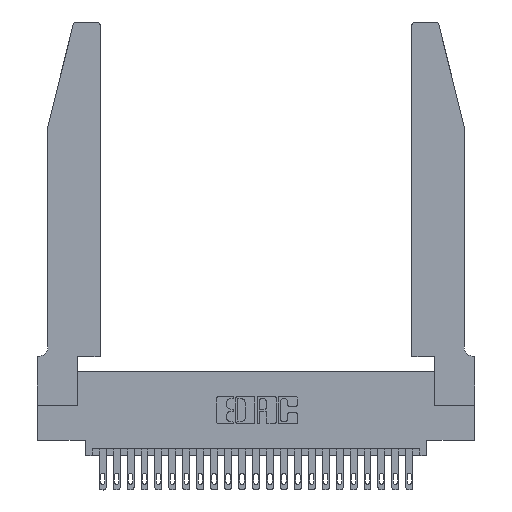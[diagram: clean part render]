
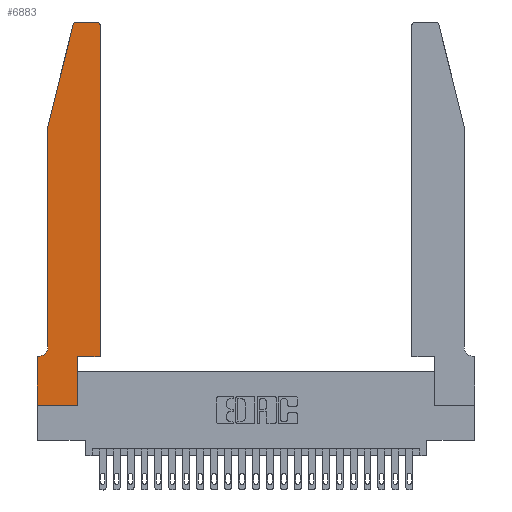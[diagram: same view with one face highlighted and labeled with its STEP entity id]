
A CAD part, top view. The second image highlights one B-rep face of the part: STEP entity #6883.
In plain terms, the highlighted planar face has unit normal (0, 0, 1).
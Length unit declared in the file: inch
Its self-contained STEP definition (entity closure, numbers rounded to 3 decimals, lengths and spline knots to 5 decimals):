
#193 = EDGE_CURVE ( 'NONE', #6215, #8002, #383, .T. ) ;
#241 = CARTESIAN_POINT ( 'NONE',  ( 0.2605, 2.75, 0.37 ) ) ;
#383 = CIRCLE ( 'NONE', #13436, 0.07 ) ;
#817 = EDGE_CURVE ( 'NONE', #20214, #17488, #11230, .T. ) ;
#965 = VERTEX_POINT ( 'NONE', #13389 ) ;
#969 = LINE ( 'NONE', #17367, #17346 ) ;
#1193 = CARTESIAN_POINT ( 'NONE',  ( 0.4205, 2.72, 0.37 ) ) ;
#1691 = LINE ( 'NONE', #25441, #21972 ) ;
#2297 = LINE ( 'NONE', #16289, #8503 ) ;
#2315 = LINE ( 'NONE', #17627, #18673 ) ;
#2865 = DIRECTION ( 'NONE',  ( 0., 0., 1. ) ) ;
#3222 = EDGE_CURVE ( 'NONE', #965, #4020, #1691, .T. ) ;
#3621 = DIRECTION ( 'NONE',  ( 0., 0., 1. ) ) ;
#3926 = CARTESIAN_POINT ( 'NONE',  ( 0.0055, 0.42, 0.37 ) ) ;
#4011 = EDGE_CURVE ( 'NONE', #17796, #13091, #14955, .T. ) ;
#4020 = VERTEX_POINT ( 'NONE', #20562 ) ;
#4520 = DIRECTION ( 'NONE',  ( 1., 0., 0. ) ) ;
#4834 = CARTESIAN_POINT ( 'NONE',  ( 0., 0.35, 0.37 ) ) ;
#4962 = LINE ( 'NONE', #24825, #19996 ) ;
#5055 = VERTEX_POINT ( 'NONE', #18272 ) ;
#5516 = VECTOR ( 'NONE', #16109, 39.37008 ) ;
#5621 = DIRECTION ( 'NONE',  ( -0.239, -0.971, 0. ) ) ;
#5685 = EDGE_CURVE ( 'NONE', #13091, #20352, #969, .T. ) ;
#5952 = CARTESIAN_POINT ( 'NONE',  ( 0.0055, 0.35, 0.37 ) ) ;
#5977 = VECTOR ( 'NONE', #14068, 39.37008 ) ;
#6032 = DIRECTION ( 'NONE',  ( 0., -1., 0. ) ) ;
#6147 = AXIS2_PLACEMENT_3D ( 'NONE', #1193, #18606, #20645 ) ;
#6215 = VERTEX_POINT ( 'NONE', #10285 ) ;
#6883 = ADVANCED_FACE ( 'NONE', ( #10215 ), #7686, .T. ) ;
#7024 = DIRECTION ( 'NONE',  ( 0., 1., 0. ) ) ;
#7107 = ORIENTED_EDGE ( 'NONE', *, *, #9595, .T. ) ;
#7196 = DIRECTION ( 'NONE',  ( -1., 0., 0. ) ) ;
#7523 = CARTESIAN_POINT ( 'NONE',  ( 0., 0.35, 0.37 ) ) ;
#7686 = PLANE ( 'NONE',  #11561 ) ;
#7851 = LINE ( 'NONE', #241, #5977 ) ;
#8002 = VERTEX_POINT ( 'NONE', #5952 ) ;
#8503 = VECTOR ( 'NONE', #20474, 39.37008 ) ;
#8790 = CIRCLE ( 'NONE', #6147, 0.03 ) ;
#8855 = LINE ( 'NONE', #14419, #18665 ) ;
#8949 = ORIENTED_EDGE ( 'NONE', *, *, #22299, .T. ) ;
#9595 = EDGE_CURVE ( 'NONE', #8002, #18451, #4962, .T. ) ;
#9663 = ORIENTED_EDGE ( 'NONE', *, *, #18953, .T. ) ;
#10185 = CARTESIAN_POINT ( 'NONE',  ( 0.4505, 0.35, 0.37 ) ) ;
#10215 = FACE_OUTER_BOUND ( 'NONE', #19674, .T. ) ;
#10285 = CARTESIAN_POINT ( 'NONE',  ( 0.0755, 0.42, 0.37 ) ) ;
#10508 = ORIENTED_EDGE ( 'NONE', *, *, #817, .T. ) ;
#10922 = ORIENTED_EDGE ( 'NONE', *, *, #17107, .T. ) ;
#11230 = LINE ( 'NONE', #14472, #23127 ) ;
#11525 = DIRECTION ( 'NONE',  ( 0., 0., -1. ) ) ;
#11561 = AXIS2_PLACEMENT_3D ( 'NONE', #7523, #3621, #19360 ) ;
#12147 = EDGE_CURVE ( 'NONE', #4020, #5055, #8855, .T. ) ;
#12307 = ORIENTED_EDGE ( 'NONE', *, *, #5685, .T. ) ;
#13091 = VERTEX_POINT ( 'NONE', #13139 ) ;
#13139 = CARTESIAN_POINT ( 'NONE',  ( 0.25487, 2.72718, 0.37 ) ) ;
#13140 = VERTEX_POINT ( 'NONE', #22883 ) ;
#13389 = CARTESIAN_POINT ( 'NONE',  ( 0., 0., 0.37 ) ) ;
#13436 = AXIS2_PLACEMENT_3D ( 'NONE', #3926, #11525, #21416 ) ;
#14068 = DIRECTION ( 'NONE',  ( -1., 0., 0. ) ) ;
#14419 = CARTESIAN_POINT ( 'NONE',  ( 0.2865, 0.35, 0.37 ) ) ;
#14472 = CARTESIAN_POINT ( 'NONE',  ( 0.4505, 0.35, 0.37 ) ) ;
#14514 = DIRECTION ( 'NONE',  ( 0., 1., 0. ) ) ;
#14850 = CARTESIAN_POINT ( 'NONE',  ( 0.0755, 2., 0.37 ) ) ;
#14955 = CIRCLE ( 'NONE', #17405, 0.03 ) ;
#16109 = DIRECTION ( 'NONE',  ( 1., 0., 0. ) ) ;
#16289 = CARTESIAN_POINT ( 'NONE',  ( 0., 0., 0.37 ) ) ;
#16441 = CARTESIAN_POINT ( 'NONE',  ( 0.4505, 0.35, 0.37 ) ) ;
#17107 = EDGE_CURVE ( 'NONE', #5055, #20214, #23565, .T. ) ;
#17346 = VECTOR ( 'NONE', #5621, 39.37008 ) ;
#17367 = CARTESIAN_POINT ( 'NONE',  ( 0.0755, 2., 0.37 ) ) ;
#17405 = AXIS2_PLACEMENT_3D ( 'NONE', #22165, #2865, #4520 ) ;
#17488 = VERTEX_POINT ( 'NONE', #21074 ) ;
#17553 = EDGE_CURVE ( 'NONE', #20352, #6215, #2315, .T. ) ;
#17627 = CARTESIAN_POINT ( 'NONE',  ( 0.0755, 2., 0.37 ) ) ;
#17796 = VERTEX_POINT ( 'NONE', #24710 ) ;
#18272 = CARTESIAN_POINT ( 'NONE',  ( 0.2865, 0.35, 0.37 ) ) ;
#18451 = VERTEX_POINT ( 'NONE', #4834 ) ;
#18606 = DIRECTION ( 'NONE',  ( 0., 0., 1. ) ) ;
#18665 = VECTOR ( 'NONE', #14514, 39.37008 ) ;
#18673 = VECTOR ( 'NONE', #6032, 39.37008 ) ;
#18953 = EDGE_CURVE ( 'NONE', #17488, #13140, #8790, .T. ) ;
#19344 = DIRECTION ( 'NONE',  ( 1., 0., 0. ) ) ;
#19360 = DIRECTION ( 'NONE',  ( 1., 0., 0. ) ) ;
#19674 = EDGE_LOOP ( 'NONE', ( #19688, #22673, #12307, #24545, #25301, #7107, #8949, #24950, #19992, #10922, #10508, #9663 ) ) ;
#19688 = ORIENTED_EDGE ( 'NONE', *, *, #23992, .T. ) ;
#19992 = ORIENTED_EDGE ( 'NONE', *, *, #12147, .T. ) ;
#19996 = VECTOR ( 'NONE', #7196, 39.37008 ) ;
#20214 = VERTEX_POINT ( 'NONE', #16441 ) ;
#20352 = VERTEX_POINT ( 'NONE', #14850 ) ;
#20474 = DIRECTION ( 'NONE',  ( 0., -1., 0. ) ) ;
#20562 = CARTESIAN_POINT ( 'NONE',  ( 0.2865, 0., 0.37 ) ) ;
#20645 = DIRECTION ( 'NONE',  ( 1., 0., 0. ) ) ;
#21074 = CARTESIAN_POINT ( 'NONE',  ( 0.4505, 2.72, 0.37 ) ) ;
#21416 = DIRECTION ( 'NONE',  ( -1., 0., 0. ) ) ;
#21972 = VECTOR ( 'NONE', #19344, 39.37008 ) ;
#22165 = CARTESIAN_POINT ( 'NONE',  ( 0.284, 2.72, 0.37 ) ) ;
#22299 = EDGE_CURVE ( 'NONE', #18451, #965, #2297, .T. ) ;
#22673 = ORIENTED_EDGE ( 'NONE', *, *, #4011, .T. ) ;
#22883 = CARTESIAN_POINT ( 'NONE',  ( 0.4205, 2.75, 0.37 ) ) ;
#23127 = VECTOR ( 'NONE', #7024, 39.37008 ) ;
#23565 = LINE ( 'NONE', #10185, #5516 ) ;
#23992 = EDGE_CURVE ( 'NONE', #13140, #17796, #7851, .T. ) ;
#24545 = ORIENTED_EDGE ( 'NONE', *, *, #17553, .T. ) ;
#24710 = CARTESIAN_POINT ( 'NONE',  ( 0.284, 2.75, 0.37 ) ) ;
#24825 = CARTESIAN_POINT ( 'NONE',  ( 0.0755, 0.35, 0.37 ) ) ;
#24950 = ORIENTED_EDGE ( 'NONE', *, *, #3222, .T. ) ;
#25301 = ORIENTED_EDGE ( 'NONE', *, *, #193, .T. ) ;
#25441 = CARTESIAN_POINT ( 'NONE',  ( 0., 0., 0.37 ) ) ;
